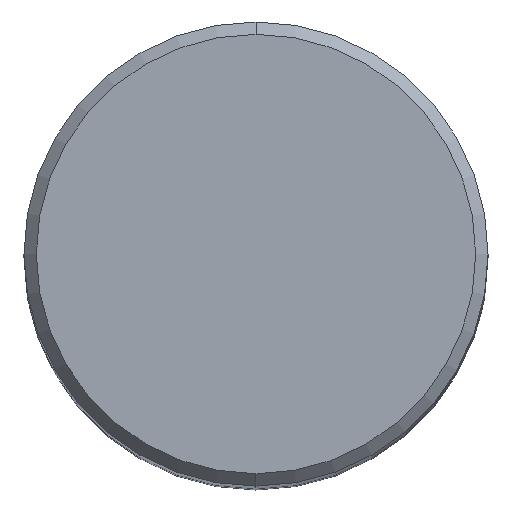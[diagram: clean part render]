
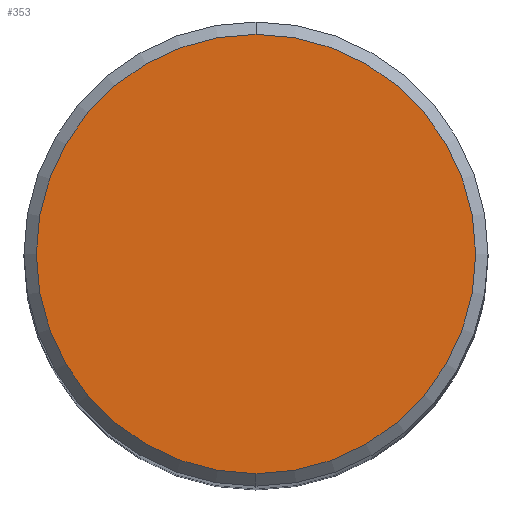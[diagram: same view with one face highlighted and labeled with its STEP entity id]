
A CAD part, top view. The second image highlights one B-rep face of the part: STEP entity #353.
In plain terms, the highlighted planar face has unit normal (0, 0, 1).
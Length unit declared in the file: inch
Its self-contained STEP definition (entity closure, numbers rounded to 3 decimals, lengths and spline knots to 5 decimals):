
#16 = EDGE_CURVE ( 'NONE', #88, #28, #69, .T. ) ;
#21 = FACE_OUTER_BOUND ( 'NONE', #166, .T. ) ;
#25 = CARTESIAN_POINT ( 'NONE',  ( 0., 0.355, 0. ) ) ;
#28 = VERTEX_POINT ( 'NONE', #345 ) ;
#55 = AXIS2_PLACEMENT_3D ( 'NONE', #379, #277, #241 ) ;
#62 = CARTESIAN_POINT ( 'NONE',  ( 0., 0.355, 0. ) ) ;
#66 = CIRCLE ( 'NONE', #288, 0.355 ) ;
#69 = CIRCLE ( 'NONE', #55, 0.355 ) ;
#88 = VERTEX_POINT ( 'NONE', #62 ) ;
#98 = ORIENTED_EDGE ( 'NONE', *, *, #290, .T. ) ;
#110 = DIRECTION ( 'NONE',  ( 0., 1., 0. ) ) ;
#142 = ORIENTED_EDGE ( 'NONE', *, *, #16, .T. ) ;
#143 = DIRECTION ( 'NONE',  ( 0., 0., -1. ) ) ;
#166 = EDGE_LOOP ( 'NONE', ( #142, #98 ) ) ;
#241 = DIRECTION ( 'NONE',  ( 0., -1., 0. ) ) ;
#253 = DIRECTION ( 'NONE',  ( 0., 0., 1. ) ) ;
#277 = DIRECTION ( 'NONE',  ( 0., 0., 1. ) ) ;
#288 = AXIS2_PLACEMENT_3D ( 'NONE', #292, #253, #385 ) ;
#290 = EDGE_CURVE ( 'NONE', #28, #88, #66, .T. ) ;
#292 = CARTESIAN_POINT ( 'NONE',  ( 0., 0., 0. ) ) ;
#308 = PLANE ( 'NONE',  #319 ) ;
#319 = AXIS2_PLACEMENT_3D ( 'NONE', #25, #143, #110 ) ;
#345 = CARTESIAN_POINT ( 'NONE',  ( 0., -0.355, 0. ) ) ;
#353 = ADVANCED_FACE ( 'NONE', ( #21 ), #308, .F. ) ;
#379 = CARTESIAN_POINT ( 'NONE',  ( 0., 0., 0. ) ) ;
#385 = DIRECTION ( 'NONE',  ( 0., -1., 0. ) ) ;
